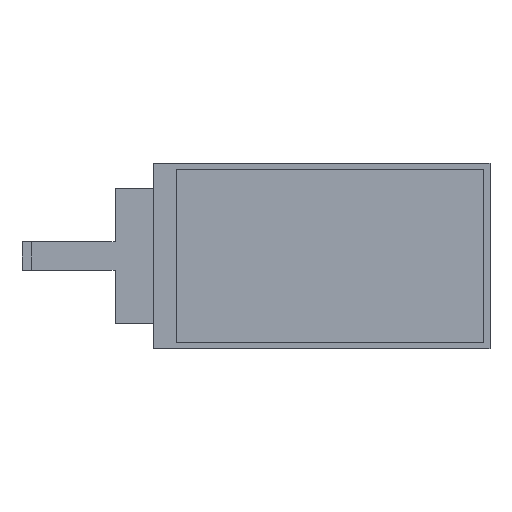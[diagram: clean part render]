
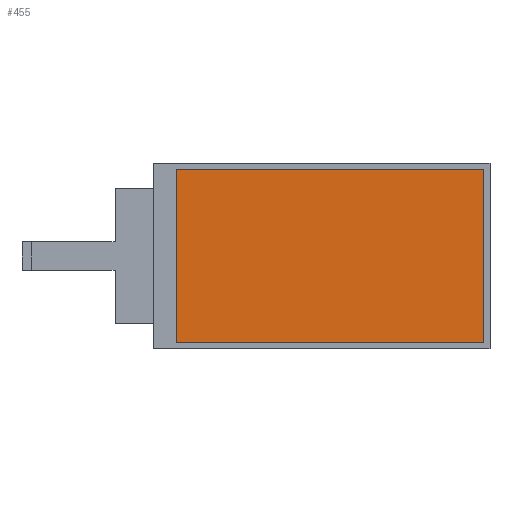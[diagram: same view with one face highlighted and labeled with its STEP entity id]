
A CAD part, top view. The second image highlights one B-rep face of the part: STEP entity #455.
In plain terms, the highlighted planar face has unit normal (0, 0, 1).
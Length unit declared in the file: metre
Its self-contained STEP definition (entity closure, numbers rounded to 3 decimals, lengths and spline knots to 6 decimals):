
#80=ORIENTED_EDGE('',*,*,#170,.F.);
#81=ORIENTED_EDGE('',*,*,#173,.T.);
#82=ORIENTED_EDGE('',*,*,#175,.T.);
#83=ORIENTED_EDGE('',*,*,#176,.F.);
#170=EDGE_CURVE('',#222,#223,#270,.T.);
#173=EDGE_CURVE('',#222,#224,#273,.T.);
#175=EDGE_CURVE('',#224,#225,#275,.T.);
#176=EDGE_CURVE('',#223,#225,#276,.T.);
#222=VERTEX_POINT('',#779);
#223=VERTEX_POINT('',#781);
#224=VERTEX_POINT('',#785);
#225=VERTEX_POINT('',#789);
#270=LINE('',#780,#330);
#273=LINE('',#786,#333);
#275=LINE('',#790,#335);
#276=LINE('',#792,#336);
#330=VECTOR('',#650,1.);
#333=VECTOR('',#655,1.);
#335=VECTOR('',#659,1.);
#336=VECTOR('',#662,1.);
#367=EDGE_LOOP('',(#80,#81,#82,#83));
#393=FACE_BOUND('',#367,.T.);
#417=PLANE('',#579);
#455=ADVANCED_FACE('',(#393),#417,.T.);
#579=AXIS2_PLACEMENT_3D('',#793,#663,#664);
#650=DIRECTION('',(0.,-1.,0.));
#655=DIRECTION('',(-1.,0.,0.));
#659=DIRECTION('',(0.,-1.,0.));
#662=DIRECTION('',(-1.,0.,0.));
#663=DIRECTION('',(0.,0.,1.));
#664=DIRECTION('',(1.,0.,0.));
#779=CARTESIAN_POINT('',(0.058975,0.03153,0.0012));
#780=CARTESIAN_POINT('',(0.058975,0.,0.0012));
#781=CARTESIAN_POINT('',(0.058975,-0.03153,0.0012));
#785=CARTESIAN_POINT('',(-0.052725,0.03153,0.0012));
#786=CARTESIAN_POINT('',(0.003125,0.03153,0.0012));
#789=CARTESIAN_POINT('',(-0.052725,-0.03153,0.0012));
#790=CARTESIAN_POINT('',(-0.052725,0.,0.0012));
#792=CARTESIAN_POINT('',(0.003125,-0.03153,0.0012));
#793=CARTESIAN_POINT('',(0.,0.,0.0012));
